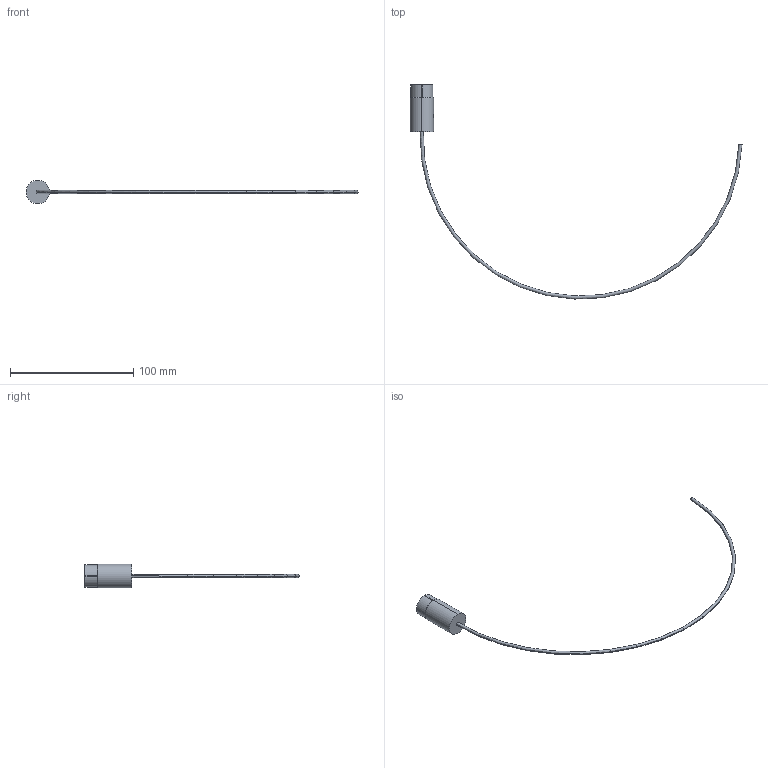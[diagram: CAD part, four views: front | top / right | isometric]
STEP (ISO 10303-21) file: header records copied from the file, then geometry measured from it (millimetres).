
FILE_DESCRIPTION (( 'STEP AP203' ), '1' );
FILE_NAME ('A7307-1-CN.STEP', '2013-11-19T13:16:57', ( '' ), ( '' ), 'SwSTEP 2.0', 'SolidWorks 2012', '' );
FILE_SCHEMA (( 'CONFIG_CONTROL_DESIGN' ));
Length unit declared in the file: inch
Products named in the file (1): A7307-1-CN
Bounding box: 268.91 x 173.47 x 19.05 mm (x, y, z)
Volume: 8334.9 mm3; surface area: 7597.9 mm2
Topology: 1 solids, 1 shells, 34 faces, 85 edges, 54 vertices
Faces by surface type: plane 17, cylinder 12, torus 5
Entity records: 1235 total; most frequent: CARTESIAN_POINT 313, DIRECTION 186, ORIENTED_EDGE 170, EDGE_CURVE 85, AXIS2_PLACEMENT_3D 73, VERTEX_POINT 54, VECTOR 40, LINE 40
